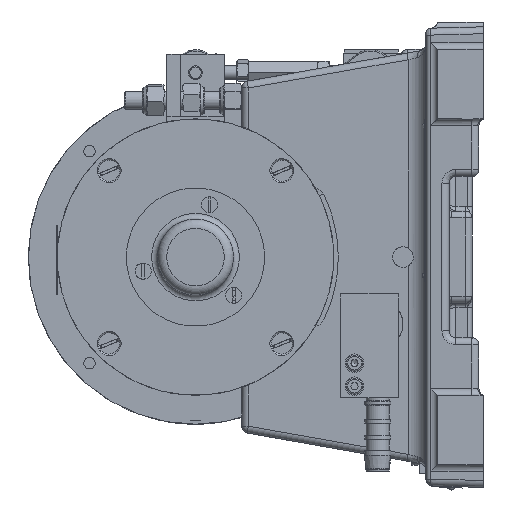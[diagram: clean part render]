
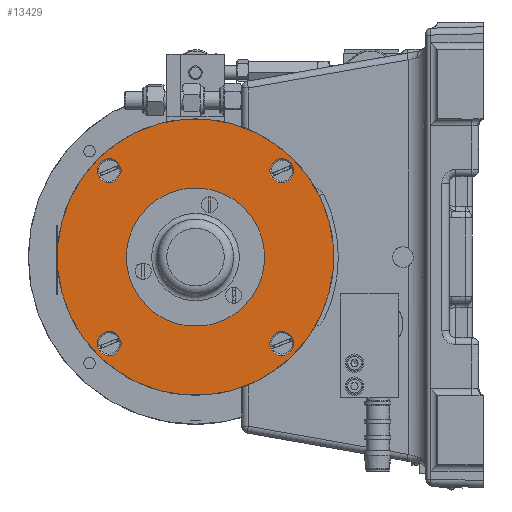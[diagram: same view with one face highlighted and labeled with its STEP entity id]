
A CAD part, left-side view. The second image highlights one B-rep face of the part: STEP entity #13429.
In plain terms, the highlighted planar face has unit normal (-1, 0, 0).
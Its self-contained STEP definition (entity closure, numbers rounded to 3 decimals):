
#651 = PLANE ( 'NONE',  #56404 ) ;
#1341 = CIRCLE ( 'NONE', #53717, 2.75 ) ;
#1803 = VERTEX_POINT ( 'NONE', #39315 ) ;
#3935 = EDGE_CURVE ( 'NONE', #1803, #1803, #20580, .T. ) ;
#4763 = EDGE_LOOP ( 'NONE', ( #71218 ) ) ;
#5227 = ORIENTED_EDGE ( 'NONE', *, *, #49360, .T. ) ;
#5630 = EDGE_CURVE ( 'NONE', #26794, #26794, #72936, .T. ) ;
#5864 = ORIENTED_EDGE ( 'NONE', *, *, #73381, .F. ) ;
#7053 = FACE_OUTER_BOUND ( 'NONE', #25140, .T. ) ;
#7486 = CARTESIAN_POINT ( 'NONE',  ( -93., 90.523, -37.477 ) ) ;
#7513 = ORIENTED_EDGE ( 'NONE', *, *, #55385, .F. ) ;
#7638 = DIRECTION ( 'NONE',  ( -1., 0., 0. ) ) ;
#8229 = CARTESIAN_POINT ( 'NONE',  ( -93., 111.383, -16.617 ) ) ;
#9251 = AXIS2_PLACEMENT_3D ( 'NONE', #16800, #56655, #22557 ) ;
#9631 = ORIENTED_EDGE ( 'NONE', *, *, #19354, .F. ) ;
#13244 = DIRECTION ( 'NONE',  ( 0., 0.707, -0.707 ) ) ;
#13429 = ADVANCED_FACE ( 'NONE', ( #24057, #67673, #44586, #52543, #69455, #37381, #22291, #7053, #65869 ), #651, .T. ) ;
#13980 = DIRECTION ( 'NONE',  ( 0., -0.707, 0.707 ) ) ;
#15003 = EDGE_LOOP ( 'NONE', ( #5864 ) ) ;
#15437 = EDGE_LOOP ( 'NONE', ( #5227 ) ) ;
#16800 = CARTESIAN_POINT ( 'NONE',  ( -93., 165.477, 37.477 ) ) ;
#16934 = CARTESIAN_POINT ( 'NONE',  ( -93., 121.918, 22.699 ) ) ;
#17822 = EDGE_LOOP ( 'NONE', ( #33265 ) ) ;
#18129 = DIRECTION ( 'NONE',  ( -1., 0., 0. ) ) ;
#19163 = DIRECTION ( 'NONE',  ( 1., 0., 0. ) ) ;
#19354 = EDGE_CURVE ( 'NONE', #72128, #72128, #33613, .T. ) ;
#20230 = DIRECTION ( 'NONE',  ( -1., 0., 0. ) ) ;
#20244 = VERTEX_POINT ( 'NONE', #35853 ) ;
#20580 = CIRCLE ( 'NONE', #34164, 60. ) ;
#20765 = EDGE_CURVE ( 'NONE', #70332, #70332, #1341, .T. ) ;
#22291 = FACE_BOUND ( 'NONE', #55164, .T. ) ;
#22557 = DIRECTION ( 'NONE',  ( 0., 0.707, -0.707 ) ) ;
#22679 = DIRECTION ( 'NONE',  ( 0., -0.707, 0.707 ) ) ;
#22851 = VERTEX_POINT ( 'NONE', #38062 ) ;
#23612 = DIRECTION ( 'NONE',  ( 0., 0.707, -0.707 ) ) ;
#24001 = CIRCLE ( 'NONE', #51296, 5.2 ) ;
#24057 = FACE_BOUND ( 'NONE', #17822, .T. ) ;
#24086 = CARTESIAN_POINT ( 'NONE',  ( -93., 148.755, -4.138 ) ) ;
#25116 = DIRECTION ( 'NONE',  ( -1., 0., 0. ) ) ;
#25140 = EDGE_LOOP ( 'NONE', ( #70300 ) ) ;
#25665 = VERTEX_POINT ( 'NONE', #51130 ) ;
#26794 = VERTEX_POINT ( 'NONE', #39570 ) ;
#27454 = AXIS2_PLACEMENT_3D ( 'NONE', #41819, #7638, #47564 ) ;
#32754 = VERTEX_POINT ( 'NONE', #46618 ) ;
#33265 = ORIENTED_EDGE ( 'NONE', *, *, #20765, .T. ) ;
#33613 = CIRCLE ( 'NONE', #27454, 5.2 ) ;
#34164 = AXIS2_PLACEMENT_3D ( 'NONE', #59224, #25116, #64878 ) ;
#34826 = CARTESIAN_POINT ( 'NONE',  ( -93., 128., 0. ) ) ;
#35769 = CIRCLE ( 'NONE', #60994, 5.2 ) ;
#35853 = CARTESIAN_POINT ( 'NONE',  ( -93., 137.546, -9.546 ) ) ;
#37381 = FACE_BOUND ( 'NONE', #15003, .T. ) ;
#38062 = CARTESIAN_POINT ( 'NONE',  ( -93., 94.2, 33.8 ) ) ;
#38598 = ORIENTED_EDGE ( 'NONE', *, *, #5630, .T. ) ;
#38612 = EDGE_CURVE ( 'NONE', #25665, #25665, #44525, .T. ) ;
#38692 = EDGE_CURVE ( 'NONE', #69299, #69299, #24001, .T. ) ;
#39315 = CARTESIAN_POINT ( 'NONE',  ( -93., 170.426, -42.426 ) ) ;
#39570 = CARTESIAN_POINT ( 'NONE',  ( -93., 119.973, 24.644 ) ) ;
#41819 = CARTESIAN_POINT ( 'NONE',  ( -93., 165.477, -37.477 ) ) ;
#43326 = EDGE_LOOP ( 'NONE', ( #7513 ) ) ;
#44525 = CIRCLE ( 'NONE', #9251, 5.2 ) ;
#44586 = FACE_BOUND ( 'NONE', #15437, .T. ) ;
#46618 = CARTESIAN_POINT ( 'NONE',  ( -93., 109.438, -14.672 ) ) ;
#46766 = CARTESIAN_POINT ( 'NONE',  ( -93., 169.154, -41.154 ) ) ;
#47410 = DIRECTION ( 'NONE',  ( -1., 0., 0. ) ) ;
#47564 = DIRECTION ( 'NONE',  ( 0., 0.707, -0.707 ) ) ;
#48136 = DIRECTION ( 'NONE',  ( 1., 0., 0. ) ) ;
#49360 = EDGE_CURVE ( 'NONE', #32754, #32754, #53068, .T. ) ;
#50797 = CIRCLE ( 'NONE', #69548, 13.5 ) ;
#51130 = CARTESIAN_POINT ( 'NONE',  ( -93., 169.154, 33.8 ) ) ;
#51296 = AXIS2_PLACEMENT_3D ( 'NONE', #7486, #47410, #13244 ) ;
#52237 = CARTESIAN_POINT ( 'NONE',  ( -93., 128., 0. ) ) ;
#52543 = FACE_BOUND ( 'NONE', #58307, .T. ) ;
#53068 = CIRCLE ( 'NONE', #54026, 2.75 ) ;
#53241 = CARTESIAN_POINT ( 'NONE',  ( -93., 150.699, -6.082 ) ) ;
#53717 = AXIS2_PLACEMENT_3D ( 'NONE', #53241, #19163, #59004 ) ;
#54026 = AXIS2_PLACEMENT_3D ( 'NONE', #8229, #48136, #13980 ) ;
#54336 = CARTESIAN_POINT ( 'NONE',  ( -93., 90.523, 37.477 ) ) ;
#55164 = EDGE_LOOP ( 'NONE', ( #71335 ) ) ;
#55385 = EDGE_CURVE ( 'NONE', #20244, #20244, #50797, .T. ) ;
#56404 = AXIS2_PLACEMENT_3D ( 'NONE', #34826, #57725, #23612 ) ;
#56655 = DIRECTION ( 'NONE',  ( -1., 0., 0. ) ) ;
#56764 = DIRECTION ( 'NONE',  ( 1., 0., 0. ) ) ;
#56824 = CARTESIAN_POINT ( 'NONE',  ( -93., 94.2, -41.154 ) ) ;
#57725 = DIRECTION ( 'NONE',  ( -1., 0., 0. ) ) ;
#57764 = EDGE_LOOP ( 'NONE', ( #38598 ) ) ;
#57974 = DIRECTION ( 'NONE',  ( 0., 0.707, -0.707 ) ) ;
#58307 = EDGE_LOOP ( 'NONE', ( #9631 ) ) ;
#59004 = DIRECTION ( 'NONE',  ( 0., -0.707, 0.707 ) ) ;
#59224 = CARTESIAN_POINT ( 'NONE',  ( -93., 128., 0. ) ) ;
#60072 = DIRECTION ( 'NONE',  ( 0., 0.707, -0.707 ) ) ;
#60994 = AXIS2_PLACEMENT_3D ( 'NONE', #54336, #20230, #60072 ) ;
#64878 = DIRECTION ( 'NONE',  ( 0., 0.707, -0.707 ) ) ;
#65869 = FACE_BOUND ( 'NONE', #43326, .T. ) ;
#67673 = FACE_BOUND ( 'NONE', #57764, .T. ) ;
#68041 = AXIS2_PLACEMENT_3D ( 'NONE', #16934, #56764, #22679 ) ;
#69299 = VERTEX_POINT ( 'NONE', #56824 ) ;
#69455 = FACE_BOUND ( 'NONE', #4763, .T. ) ;
#69548 = AXIS2_PLACEMENT_3D ( 'NONE', #52237, #18129, #57974 ) ;
#70300 = ORIENTED_EDGE ( 'NONE', *, *, #3935, .T. ) ;
#70332 = VERTEX_POINT ( 'NONE', #24086 ) ;
#71218 = ORIENTED_EDGE ( 'NONE', *, *, #38612, .F. ) ;
#71335 = ORIENTED_EDGE ( 'NONE', *, *, #38692, .F. ) ;
#72128 = VERTEX_POINT ( 'NONE', #46766 ) ;
#72936 = CIRCLE ( 'NONE', #68041, 2.75 ) ;
#73381 = EDGE_CURVE ( 'NONE', #22851, #22851, #35769, .T. ) ;
